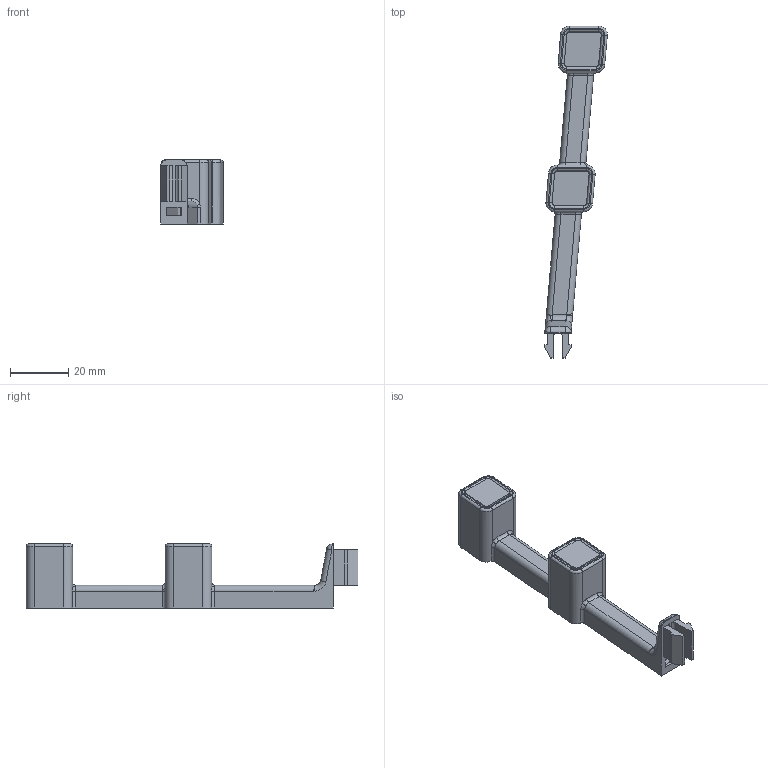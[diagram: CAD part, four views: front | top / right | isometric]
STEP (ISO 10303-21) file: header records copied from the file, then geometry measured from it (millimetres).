
FILE_DESCRIPTION(/* description */ (''),/* implementation_level */ '2;1');
FILE_NAME(/* name */ 'Dots v11.step',/* time_stamp */ '2022-04-09T15:18:15+02:00',/* author */ (''),/* organization */ (''),/* preprocessor_version */ 'ST-DEVELOPER v18.1',/* originating_system */ 'Autodesk Translation Framework v10.13.0.1454',/* authorisation */ '');
FILE_SCHEMA (('AUTOMOTIVE_DESIGN { 1 0 10303 214 3 1 1 }'));
Length unit declared in the file: millimetre
Products named in the file (1): Dots
Bounding box: 21.51 x 114.09 x 22 mm (x, y, z)
Volume: 10919 mm3; surface area: 13907.2 mm2
Topology: 4 solids, 4 shells, 277 faces, 713 edges, 451 vertices
Faces by surface type: plane 144, cylinder 95, bspline 20, torus 16, sphere 2
Entity records: 12413 total; most frequent: CARTESIAN_POINT 5535, DIRECTION 1435, ORIENTED_EDGE 1424, EDGE_CURVE 712, AXIS2_PLACEMENT_3D 480, LINE 475, VECTOR 475, VERTEX_POINT 451
